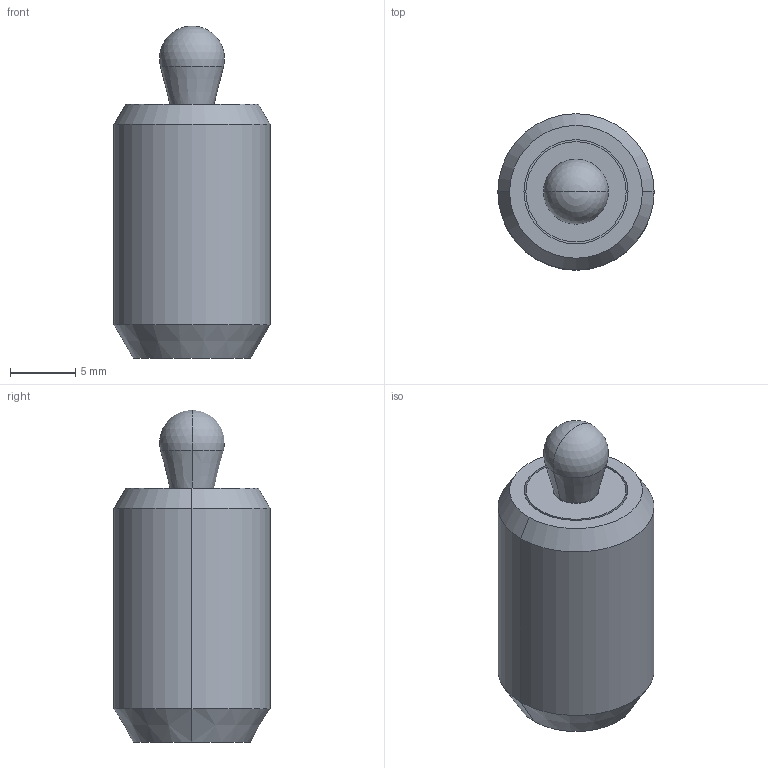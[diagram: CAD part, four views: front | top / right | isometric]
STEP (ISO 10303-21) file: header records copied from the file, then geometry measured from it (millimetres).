
FILE_DESCRIPTION(('STEP AP214'),'1');
FILE_NAME(' ',' ',('TraceParts'),('TraceParts S.A.'),'XStep 1.0',' ',' ');
FILE_SCHEMA(('automotive_design'));
Length unit declared in the file: millimetre
Products named in the file (3): 1; 2; 3
Bounding box: 12 x 12 x 25.5 mm (x, y, z)
Volume: 1440.8 mm3; surface area: 1628.2 mm2
Topology: 3 solids, 3 shells, 30 faces, 58 edges, 35 vertices
Faces by surface type: cylinder 14, plane 8, cone 6, sphere 2
Entity records: 1529 total; most frequent: DIRECTION 158, STYLED_ITEM 124, PRESENTATION_STYLE_ASSIGNMENT 124, CARTESIAN_POINT 124, COLOUR_RGB 124, ORIENTED_EDGE 112, AXIS2_PLACEMENT_3D 69, EDGE_CURVE 56
